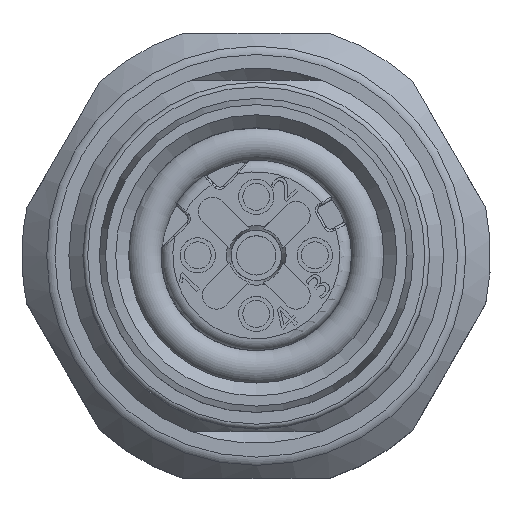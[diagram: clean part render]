
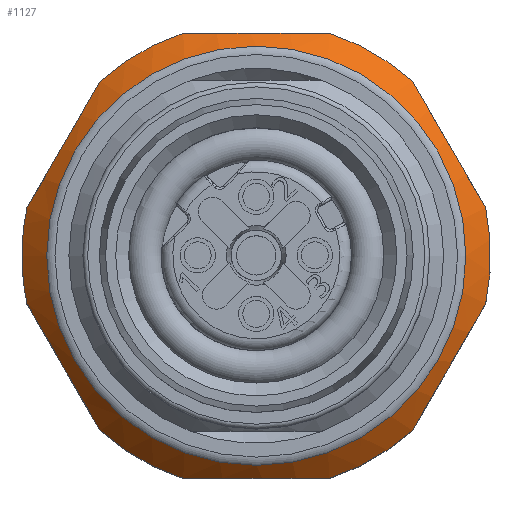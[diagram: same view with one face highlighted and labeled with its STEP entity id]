
A CAD part, top view. The second image highlights one B-rep face of the part: STEP entity #1127.
In plain terms, the highlighted conical face has half-angle 45 degrees and reference radius 10 mm.
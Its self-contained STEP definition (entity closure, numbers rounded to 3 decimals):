
#108=CONICAL_SURFACE('',#4471,10.,45.);
#131=B_SPLINE_CURVE_WITH_KNOTS('',3,(#5972,#5973,#5974,#5975),
 .UNSPECIFIED.,.F.,.F.,(4,4),(0.,1.),.UNSPECIFIED.);
#132=B_SPLINE_CURVE_WITH_KNOTS('',3,(#5987,#5988,#5989,#5990),
 .UNSPECIFIED.,.F.,.F.,(4,4),(0.,1.),.UNSPECIFIED.);
#133=B_SPLINE_CURVE_WITH_KNOTS('',3,(#6002,#6003,#6004,#6005),
 .UNSPECIFIED.,.F.,.F.,(4,4),(0.,1.),.UNSPECIFIED.);
#134=B_SPLINE_CURVE_WITH_KNOTS('',3,(#6017,#6018,#6019,#6020),
 .UNSPECIFIED.,.F.,.F.,(4,4),(0.,1.),.UNSPECIFIED.);
#135=B_SPLINE_CURVE_WITH_KNOTS('',3,(#6032,#6033,#6034,#6035),
 .UNSPECIFIED.,.F.,.F.,(4,4),(0.,1.),.UNSPECIFIED.);
#136=B_SPLINE_CURVE_WITH_KNOTS('',3,(#6047,#6048,#6049,#6050),
 .UNSPECIFIED.,.F.,.F.,(4,4),(0.,1.),.UNSPECIFIED.);
#992=FACE_BOUND('',#1713,.T.);
#993=FACE_BOUND('',#1714,.T.);
#1127=ADVANCED_FACE('',(#992,#993),#108,.T.);
#1713=EDGE_LOOP('',(#2119));
#1714=EDGE_LOOP('',(#2120,#2121,#2122,#2123,#2124,#2125,#2126,#2127,#2128,
#2129,#2130,#2131));
#2119=ORIENTED_EDGE('',*,*,#3685,.T.);
#2120=ORIENTED_EDGE('',*,*,#3647,.T.);
#2121=ORIENTED_EDGE('',*,*,#3650,.F.);
#2122=ORIENTED_EDGE('',*,*,#3653,.T.);
#2123=ORIENTED_EDGE('',*,*,#3656,.F.);
#2124=ORIENTED_EDGE('',*,*,#3659,.T.);
#2125=ORIENTED_EDGE('',*,*,#3662,.F.);
#2126=ORIENTED_EDGE('',*,*,#3665,.T.);
#2127=ORIENTED_EDGE('',*,*,#3668,.F.);
#2128=ORIENTED_EDGE('',*,*,#3671,.T.);
#2129=ORIENTED_EDGE('',*,*,#3674,.F.);
#2130=ORIENTED_EDGE('',*,*,#3677,.T.);
#2131=ORIENTED_EDGE('',*,*,#3643,.F.);
#3225=VERTEX_POINT('',#5964);
#3226=VERTEX_POINT('',#5965);
#3229=VERTEX_POINT('',#5976);
#3231=VERTEX_POINT('',#5982);
#3233=VERTEX_POINT('',#5991);
#3235=VERTEX_POINT('',#5997);
#3237=VERTEX_POINT('',#6006);
#3239=VERTEX_POINT('',#6012);
#3241=VERTEX_POINT('',#6021);
#3243=VERTEX_POINT('',#6027);
#3245=VERTEX_POINT('',#6036);
#3247=VERTEX_POINT('',#6042);
#3252=VERTEX_POINT('',#6072);
#3643=EDGE_CURVE('',#3225,#3226,#4237,.T.);
#3647=EDGE_CURVE('',#3225,#3229,#131,.T.);
#3650=EDGE_CURVE('',#3231,#3229,#4239,.T.);
#3653=EDGE_CURVE('',#3231,#3233,#132,.T.);
#3656=EDGE_CURVE('',#3235,#3233,#4241,.T.);
#3659=EDGE_CURVE('',#3235,#3237,#133,.T.);
#3662=EDGE_CURVE('',#3239,#3237,#4243,.T.);
#3665=EDGE_CURVE('',#3239,#3241,#134,.T.);
#3668=EDGE_CURVE('',#3243,#3241,#4245,.T.);
#3671=EDGE_CURVE('',#3243,#3245,#135,.T.);
#3674=EDGE_CURVE('',#3247,#3245,#4247,.T.);
#3677=EDGE_CURVE('',#3247,#3226,#136,.T.);
#3685=EDGE_CURVE('',#3252,#3252,#4254,.T.);
#4237=CIRCLE('',#4437,10.);
#4239=CIRCLE('',#4441,10.);
#4241=CIRCLE('',#4445,10.);
#4243=CIRCLE('',#4449,10.);
#4245=CIRCLE('',#4453,10.);
#4247=CIRCLE('',#4457,10.);
#4254=CIRCLE('',#4470,8.946);
#4437=AXIS2_PLACEMENT_3D('',#5963,#4873,#4874);
#4441=AXIS2_PLACEMENT_3D('',#5981,#4885,#4886);
#4445=AXIS2_PLACEMENT_3D('',#5996,#4896,#4897);
#4449=AXIS2_PLACEMENT_3D('',#6011,#4907,#4908);
#4453=AXIS2_PLACEMENT_3D('',#6026,#4918,#4919);
#4457=AXIS2_PLACEMENT_3D('',#6041,#4929,#4930);
#4470=AXIS2_PLACEMENT_3D('',#6071,#4957,#4958);
#4471=AXIS2_PLACEMENT_3D('',#6073,#4959,#4960);
#4873=DIRECTION('',(0.,0.,-1.));
#4874=DIRECTION('',(1.,0.,0.));
#4885=DIRECTION('',(0.,0.,-1.));
#4886=DIRECTION('',(1.,0.,0.));
#4896=DIRECTION('',(0.,0.,-1.));
#4897=DIRECTION('',(1.,0.,0.));
#4907=DIRECTION('',(0.,0.,-1.));
#4908=DIRECTION('',(1.,0.,0.));
#4918=DIRECTION('',(0.,0.,-1.));
#4919=DIRECTION('',(1.,0.,0.));
#4929=DIRECTION('',(0.,0.,-1.));
#4930=DIRECTION('',(1.,0.,0.));
#4957=DIRECTION('',(0.,0.,-1.));
#4958=DIRECTION('',(-1.,0.,0.));
#4959=DIRECTION('',(0.,0.,-1.));
#4960=DIRECTION('',(-1.,0.,0.));
#5963=CARTESIAN_POINT('',(0.,0.,8.3));
#5964=CARTESIAN_POINT('',(-3.122,-9.5,8.3));
#5965=CARTESIAN_POINT('',(-6.666,-7.454,8.3));
#5972=CARTESIAN_POINT('',(-3.122,-9.5,8.3));
#5973=CARTESIAN_POINT('',(-1.088,-9.5,8.935));
#5974=CARTESIAN_POINT('',(1.09,-9.5,8.935));
#5975=CARTESIAN_POINT('',(3.122,-9.5,8.3));
#5976=CARTESIAN_POINT('',(3.122,-9.5,8.3));
#5981=CARTESIAN_POINT('',(0.,0.,8.3));
#5982=CARTESIAN_POINT('',(6.666,-7.454,8.3));
#5987=CARTESIAN_POINT('',(6.666,-7.454,8.3));
#5988=CARTESIAN_POINT('',(7.683,-5.692,8.935));
#5989=CARTESIAN_POINT('',(8.772,-3.806,8.935));
#5990=CARTESIAN_POINT('',(9.788,-2.046,8.3));
#5991=CARTESIAN_POINT('',(9.788,-2.046,8.3));
#5996=CARTESIAN_POINT('',(0.,0.,8.3));
#5997=CARTESIAN_POINT('',(9.788,2.046,8.3));
#6002=CARTESIAN_POINT('',(9.788,2.046,8.3));
#6003=CARTESIAN_POINT('',(8.771,3.808,8.935));
#6004=CARTESIAN_POINT('',(7.682,5.694,8.935));
#6005=CARTESIAN_POINT('',(6.666,7.454,8.3));
#6006=CARTESIAN_POINT('',(6.666,7.454,8.3));
#6011=CARTESIAN_POINT('',(0.,0.,8.3));
#6012=CARTESIAN_POINT('',(3.122,9.5,8.3));
#6017=CARTESIAN_POINT('',(3.122,9.5,8.3));
#6018=CARTESIAN_POINT('',(1.088,9.5,8.935));
#6019=CARTESIAN_POINT('',(-1.09,9.5,8.935));
#6020=CARTESIAN_POINT('',(-3.122,9.5,8.3));
#6021=CARTESIAN_POINT('',(-3.122,9.5,8.3));
#6026=CARTESIAN_POINT('',(0.,0.,8.3));
#6027=CARTESIAN_POINT('',(-6.666,7.454,8.3));
#6032=CARTESIAN_POINT('',(-6.666,7.454,8.3));
#6033=CARTESIAN_POINT('',(-7.683,5.692,8.935));
#6034=CARTESIAN_POINT('',(-8.772,3.806,8.935));
#6035=CARTESIAN_POINT('',(-9.788,2.046,8.3));
#6036=CARTESIAN_POINT('',(-9.788,2.046,8.3));
#6041=CARTESIAN_POINT('',(0.,0.,8.3));
#6042=CARTESIAN_POINT('',(-9.788,-2.046,8.3));
#6047=CARTESIAN_POINT('',(-9.788,-2.046,8.3));
#6048=CARTESIAN_POINT('',(-8.771,-3.808,8.935));
#6049=CARTESIAN_POINT('',(-7.682,-5.694,8.935));
#6050=CARTESIAN_POINT('',(-6.666,-7.454,8.3));
#6071=CARTESIAN_POINT('',(0.,0.,9.354));
#6072=CARTESIAN_POINT('',(-8.946,0.,9.354));
#6073=CARTESIAN_POINT('',(0.,0.,8.3));
